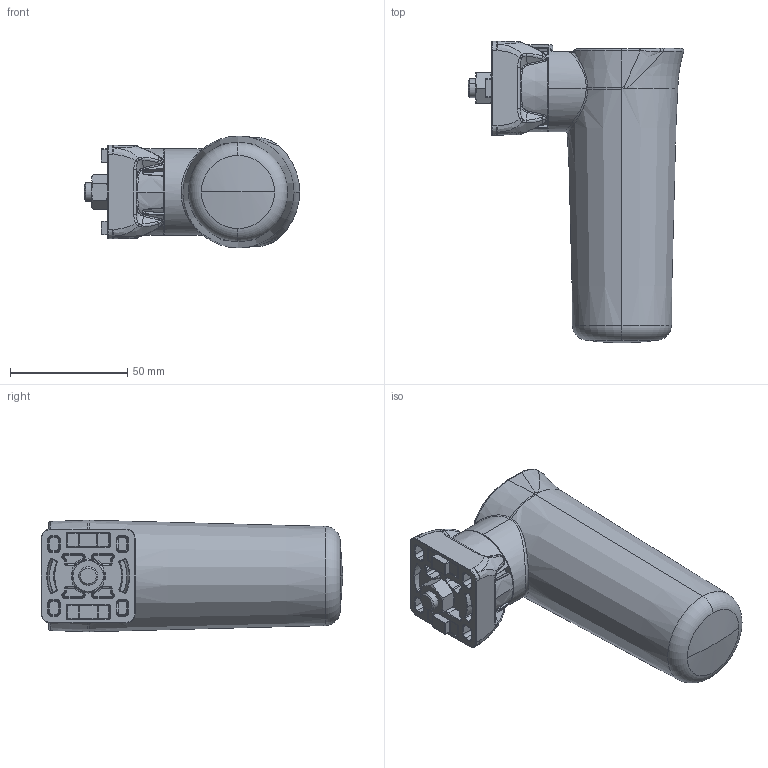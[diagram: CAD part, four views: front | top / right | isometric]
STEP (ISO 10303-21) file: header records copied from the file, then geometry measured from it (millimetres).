
FILE_DESCRIPTION (( 'STEP AP203' ), '1' );
FILE_NAME ('172535.step', '2025-08-14T17:59:20', ( '' ), ( '' ), 'SwSTEP 2.0', 'SolidWorks 2024', '' );
FILE_SCHEMA (( 'CONFIG_CONTROL_DESIGN' ));
Length unit declared in the file: millimetre
Products named in the file (1): 172535
Bounding box: 91.83 x 128.5 x 47.56 mm (x, y, z)
Volume: 95920 mm3; surface area: 51130 mm2
Topology: 6 solids, 6 shells, 995 faces, 2290 edges, 1289 vertices
Faces by surface type: cylinder 259, bspline 226, plane 182, torus 161, cone 101, sphere 66
Entity records: 35546 total; most frequent: CARTESIAN_POINT 14761, ORIENTED_EDGE 4520, DIRECTION 4241, EDGE_CURVE 2260, AXIS2_PLACEMENT_3D 1783, VERTEX_POINT 1289, EDGE_LOOP 1017, CIRCLE 1013
